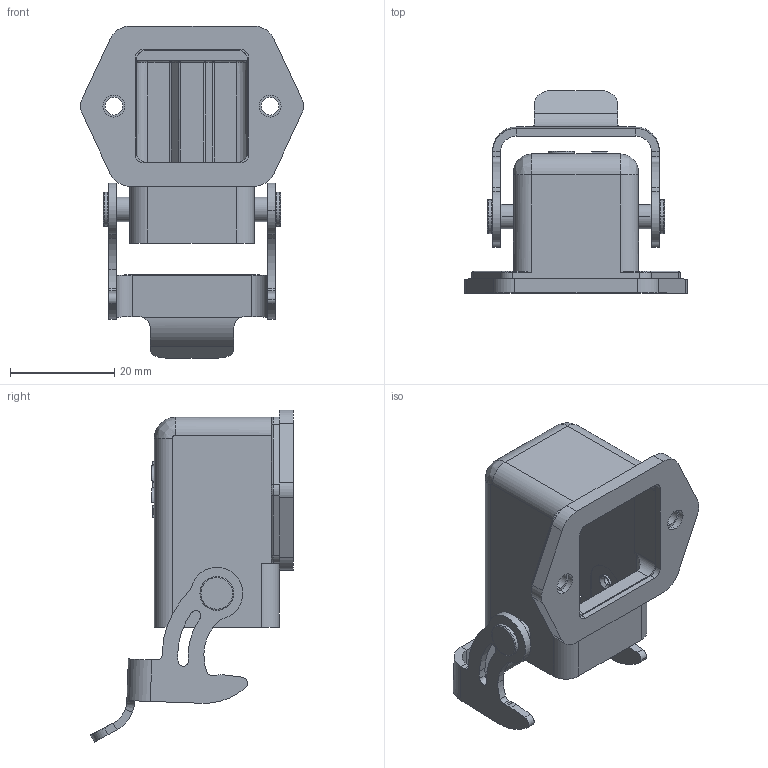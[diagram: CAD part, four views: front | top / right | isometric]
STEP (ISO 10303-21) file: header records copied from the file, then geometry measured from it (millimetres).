
FILE_DESCRIPTION((''),'2;1');
FILE_NAME('3D_1100039241001_H3A-BK-1L_W-SE','2024-01-18T',('11539'),(''),'PRO/ENGINEER BY PARAMETRIC TECHNOLOGY CORPORATION, 2012480','PRO/ENGINEER BY PARAMETRIC TECHNOLOGY CORPORATION, 2012480','');
FILE_SCHEMA(('CONFIG_CONTROL_DESIGN'));
Length unit declared in the file: millimetre
Products named in the file (1): 3D_1100039241001_H3A-BK-1L_W-SE
Bounding box: 42.77 x 38.92 x 63.74 mm (x, y, z)
Volume: 10108.2 mm3; surface area: 11366.2 mm2
Topology: 1 solids, 1 shells, 343 faces, 922 edges, 591 vertices
Faces by surface type: plane 148, cylinder 144, cone 21, torus 17, bspline 9, sphere 4
Entity records: 11259 total; most frequent: CARTESIAN_POINT 2428, DIRECTION 1895, ORIENTED_EDGE 1828, EDGE_CURVE 914, AXIS2_PLACEMENT_3D 686, VERTEX_POINT 591, VECTOR 523, LINE 523
